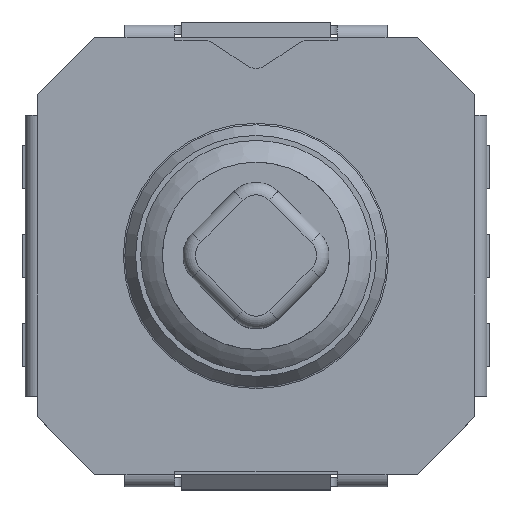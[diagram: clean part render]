
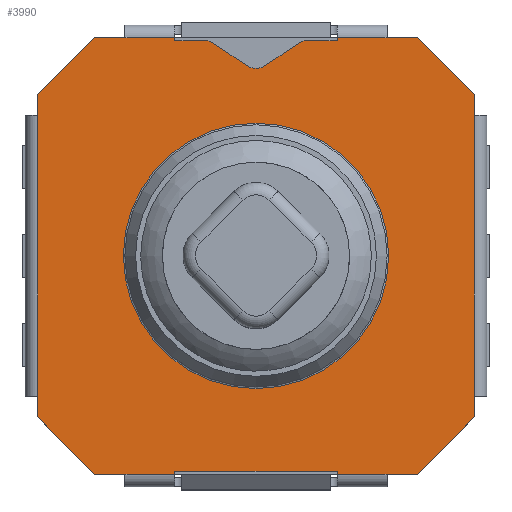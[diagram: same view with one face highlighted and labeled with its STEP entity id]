
A CAD part, top view. The second image highlights one B-rep face of the part: STEP entity #3990.
In plain terms, the highlighted planar face has unit normal (0, 0, 1).
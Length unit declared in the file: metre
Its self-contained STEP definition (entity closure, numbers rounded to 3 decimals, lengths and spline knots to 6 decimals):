
#143=CIRCLE('',#5364,0.00015);
#145=CIRCLE('',#5368,0.00015);
#147=CIRCLE('',#5372,0.00015);
#149=CIRCLE('',#5376,0.00015);
#151=CIRCLE('',#5384,0.002126);
#1236=ORIENTED_EDGE('',*,*,#1854,.T.);
#1237=ORIENTED_EDGE('',*,*,#1826,.T.);
#1238=ORIENTED_EDGE('',*,*,#1830,.T.);
#1239=ORIENTED_EDGE('',*,*,#1833,.T.);
#1240=ORIENTED_EDGE('',*,*,#1836,.F.);
#1241=ORIENTED_EDGE('',*,*,#1839,.T.);
#1242=ORIENTED_EDGE('',*,*,#1842,.T.);
#1243=ORIENTED_EDGE('',*,*,#1845,.T.);
#1244=ORIENTED_EDGE('',*,*,#1848,.T.);
#1245=ORIENTED_EDGE('',*,*,#1850,.T.);
#1246=ORIENTED_EDGE('',*,*,#1823,.F.);
#1247=ORIENTED_EDGE('',*,*,#1818,.F.);
#1248=ORIENTED_EDGE('',*,*,#1510,.T.);
#1249=ORIENTED_EDGE('',*,*,#1810,.F.);
#1250=ORIENTED_EDGE('',*,*,#1507,.F.);
#1251=ORIENTED_EDGE('',*,*,#1809,.F.);
#1252=ORIENTED_EDGE('',*,*,#1514,.T.);
#1253=ORIENTED_EDGE('',*,*,#1801,.F.);
#1254=ORIENTED_EDGE('',*,*,#1798,.F.);
#1255=ORIENTED_EDGE('',*,*,#1795,.T.);
#1256=ORIENTED_EDGE('',*,*,#1777,.T.);
#1257=ORIENTED_EDGE('',*,*,#1782,.T.);
#1258=ORIENTED_EDGE('',*,*,#1774,.F.);
#1259=ORIENTED_EDGE('',*,*,#1805,.F.);
#1260=ORIENTED_EDGE('',*,*,#1714,.T.);
#1261=ORIENTED_EDGE('',*,*,#1709,.F.);
#1262=ORIENTED_EDGE('',*,*,#1706,.F.);
#1263=ORIENTED_EDGE('',*,*,#1713,.F.);
#1264=ORIENTED_EDGE('',*,*,#1687,.T.);
#1265=ORIENTED_EDGE('',*,*,#1821,.F.);
#1266=ORIENTED_EDGE('',*,*,#1424,.F.);
#1267=ORIENTED_EDGE('',*,*,#1421,.T.);
#1268=ORIENTED_EDGE('',*,*,#1853,.T.);
#1421=EDGE_CURVE('',#1943,#1941,#2299,.T.);
#1424=EDGE_CURVE('',#1943,#1944,#2301,.T.);
#1507=EDGE_CURVE('',#1997,#1998,#2364,.T.);
#1510=EDGE_CURVE('',#1999,#2000,#2366,.T.);
#1514=EDGE_CURVE('',#2003,#2004,#2370,.T.);
#1687=EDGE_CURVE('',#2126,#2125,#2509,.T.);
#1706=EDGE_CURVE('',#2137,#2138,#2521,.T.);
#1709=EDGE_CURVE('',#2138,#2139,#2523,.T.);
#1713=EDGE_CURVE('',#2126,#2137,#2527,.T.);
#1714=EDGE_CURVE('',#2141,#2139,#2528,.T.);
#1774=EDGE_CURVE('',#2183,#2186,#2571,.T.);
#1777=EDGE_CURVE('',#2189,#2187,#2573,.T.);
#1782=EDGE_CURVE('',#2187,#2186,#2578,.T.);
#1795=EDGE_CURVE('',#2197,#2189,#2587,.T.);
#1798=EDGE_CURVE('',#2197,#2198,#2589,.T.);
#1801=EDGE_CURVE('',#2198,#2004,#2591,.T.);
#1805=EDGE_CURVE('',#2141,#2183,#2595,.T.);
#1809=EDGE_CURVE('',#2003,#1997,#2599,.T.);
#1810=EDGE_CURVE('',#1998,#2000,#2600,.T.);
#1818=EDGE_CURVE('',#1999,#2203,#2608,.T.);
#1821=EDGE_CURVE('',#1944,#2125,#2611,.T.);
#1823=EDGE_CURVE('',#2203,#2204,#2612,.T.);
#1826=EDGE_CURVE('',#2207,#2206,#143,.T.);
#1830=EDGE_CURVE('',#2206,#2209,#2616,.T.);
#1833=EDGE_CURVE('',#2209,#2212,#145,.T.);
#1836=EDGE_CURVE('',#2213,#2212,#2620,.T.);
#1839=EDGE_CURVE('',#2213,#2216,#147,.T.);
#1842=EDGE_CURVE('',#2216,#2217,#2624,.T.);
#1845=EDGE_CURVE('',#2217,#2220,#149,.T.);
#1848=EDGE_CURVE('',#2220,#2221,#2628,.T.);
#1850=EDGE_CURVE('',#2221,#2204,#2630,.T.);
#1853=EDGE_CURVE('',#1941,#2207,#2633,.T.);
#1854=EDGE_CURVE('',#2223,#2223,#151,.T.);
#1941=VERTEX_POINT('',#6703);
#1943=VERTEX_POINT('',#6706);
#1944=VERTEX_POINT('',#6711);
#1997=VERTEX_POINT('',#6877);
#1998=VERTEX_POINT('',#6881);
#1999=VERTEX_POINT('',#6887);
#2000=VERTEX_POINT('',#6888);
#2003=VERTEX_POINT('',#6896);
#2004=VERTEX_POINT('',#6897);
#2125=VERTEX_POINT('',#7253);
#2126=VERTEX_POINT('',#7255);
#2137=VERTEX_POINT('',#7290);
#2138=VERTEX_POINT('',#7294);
#2139=VERTEX_POINT('',#7300);
#2141=VERTEX_POINT('',#7308);
#2183=VERTEX_POINT('',#7422);
#2186=VERTEX_POINT('',#7431);
#2187=VERTEX_POINT('',#7435);
#2189=VERTEX_POINT('',#7438);
#2197=VERTEX_POINT('',#7470);
#2198=VERTEX_POINT('',#7475);
#2203=VERTEX_POINT('',#7510);
#2204=VERTEX_POINT('',#7518);
#2206=VERTEX_POINT('',#7523);
#2207=VERTEX_POINT('',#7525);
#2209=VERTEX_POINT('',#7531);
#2212=VERTEX_POINT('',#7538);
#2213=VERTEX_POINT('',#7543);
#2216=VERTEX_POINT('',#7550);
#2217=VERTEX_POINT('',#7555);
#2220=VERTEX_POINT('',#7562);
#2221=VERTEX_POINT('',#7567);
#2223=VERTEX_POINT('',#7581);
#2299=LINE('',#6705,#2703);
#2301=LINE('',#6710,#2705);
#2364=LINE('',#6880,#2768);
#2366=LINE('',#6886,#2770);
#2370=LINE('',#6895,#2774);
#2509=LINE('',#7254,#2913);
#2521=LINE('',#7293,#2925);
#2523=LINE('',#7299,#2927);
#2527=LINE('',#7305,#2931);
#2528=LINE('',#7307,#2932);
#2571=LINE('',#7430,#2975);
#2573=LINE('',#7437,#2977);
#2578=LINE('',#7445,#2982);
#2587=LINE('',#7469,#2991);
#2589=LINE('',#7474,#2993);
#2591=LINE('',#7480,#2995);
#2595=LINE('',#7485,#2999);
#2599=LINE('',#7492,#3003);
#2600=LINE('',#7493,#3004);
#2608=LINE('',#7509,#3012);
#2611=LINE('',#7513,#3015);
#2612=LINE('',#7517,#3016);
#2616=LINE('',#7533,#3020);
#2620=LINE('',#7545,#3024);
#2624=LINE('',#7557,#3028);
#2628=LINE('',#7569,#3032);
#2630=LINE('',#7572,#3034);
#2633=LINE('',#7578,#3037);
#2703=VECTOR('',#5596,1.);
#2705=VECTOR('',#5602,1.);
#2768=VECTOR('',#5771,1.);
#2770=VECTOR('',#5779,1.);
#2774=VECTOR('',#5785,1.);
#2913=VECTOR('',#6118,1.);
#2925=VECTOR('',#6160,1.);
#2927=VECTOR('',#6168,1.);
#2931=VECTOR('',#6172,1.);
#2932=VECTOR('',#6175,1.);
#2975=VECTOR('',#6288,1.);
#2977=VECTOR('',#6294,1.);
#2982=VECTOR('',#6301,1.);
#2991=VECTOR('',#6328,1.);
#2993=VECTOR('',#6334,1.);
#2995=VECTOR('',#6342,1.);
#2999=VECTOR('',#6346,1.);
#3003=VECTOR('',#6354,1.);
#3004=VECTOR('',#6355,1.);
#3012=VECTOR('',#6375,1.);
#3015=VECTOR('',#6378,1.);
#3016=VECTOR('',#6385,1.);
#3020=VECTOR('',#6399,1.);
#3024=VECTOR('',#6411,1.);
#3028=VECTOR('',#6423,1.);
#3032=VECTOR('',#6435,1.);
#3034=VECTOR('',#6439,1.);
#3037=VECTOR('',#6448,1.);
#3247=EDGE_LOOP('',(#1236));
#3248=EDGE_LOOP('',(#1237,#1238,#1239,#1240,#1241,#1242,#1243,#1244,#1245,
#1246,#1247,#1248,#1249,#1250,#1251,#1252,#1253,#1254,#1255,#1256,#1257,
#1258,#1259,#1260,#1261,#1262,#1263,#1264,#1265,#1266,#1267,#1268));
#3473=FACE_BOUND('',#3247,.T.);
#3474=FACE_BOUND('',#3248,.T.);
#3621=PLANE('',#5383);
#3990=ADVANCED_FACE('',(#3473,#3474),#3621,.F.);
#5364=AXIS2_PLACEMENT_3D('',#7524,#6391,#6392);
#5368=AXIS2_PLACEMENT_3D('',#7539,#6404,#6405);
#5372=AXIS2_PLACEMENT_3D('',#7551,#6416,#6417);
#5376=AXIS2_PLACEMENT_3D('',#7563,#6428,#6429);
#5383=AXIS2_PLACEMENT_3D('',#7579,#6449,#6450);
#5384=AXIS2_PLACEMENT_3D('',#7580,#6451,#6452);
#5596=DIRECTION('',(0.,-1.,0.));
#5602=DIRECTION('',(1.,0.,0.));
#5771=DIRECTION('',(0.,1.,0.));
#5779=DIRECTION('',(-0.707,-0.707,0.));
#5785=DIRECTION('',(0.707,-0.707,0.));
#6118=DIRECTION('',(-0.707,0.707,0.));
#6160=DIRECTION('',(0.,-1.,0.));
#6168=DIRECTION('',(0.,-1.,0.));
#6172=DIRECTION('',(0.,-1.,0.));
#6175=DIRECTION('',(0.707,0.707,0.));
#6288=DIRECTION('',(-1.,0.,0.));
#6294=DIRECTION('',(1.,0.,0.));
#6301=DIRECTION('',(0.,-1.,0.));
#6328=DIRECTION('',(0.,1.,0.));
#6334=DIRECTION('',(-1.,0.,0.));
#6342=DIRECTION('',(-1.,0.,0.));
#6346=DIRECTION('',(-1.,0.,0.));
#6354=DIRECTION('',(0.,1.,0.));
#6355=DIRECTION('',(0.,1.,0.));
#6375=DIRECTION('',(1.,0.,0.));
#6378=DIRECTION('',(1.,0.,0.));
#6385=DIRECTION('',(1.,0.,0.));
#6391=DIRECTION('',(0.,0.,1.));
#6392=DIRECTION('',(0.,1.,0.));
#6399=DIRECTION('',(-0.834,-0.552,0.));
#6404=DIRECTION('',(0.,0.,-1.));
#6405=DIRECTION('',(0.552,-0.834,0.));
#6411=DIRECTION('',(1.,0.,0.));
#6416=DIRECTION('',(0.,0.,-1.));
#6417=DIRECTION('',(0.,-1.,0.));
#6423=DIRECTION('',(-0.834,0.552,0.));
#6428=DIRECTION('',(0.,0.,1.));
#6429=DIRECTION('',(0.552,0.834,0.));
#6435=DIRECTION('',(-1.,0.,0.));
#6439=DIRECTION('',(0.,1.,0.));
#6448=DIRECTION('',(-1.,0.,0.));
#6449=DIRECTION('',(0.,0.,-1.));
#6450=DIRECTION('',(-1.,0.,0.));
#6451=DIRECTION('',(0.,0.,-1.));
#6452=DIRECTION('',(-1.,0.,0.));
#6703=CARTESIAN_POINT('',(0.0013,0.00345,-0.0041));
#6705=CARTESIAN_POINT('',(0.0013,0.,-0.0041));
#6706=CARTESIAN_POINT('',(0.0013,0.0035,-0.0041));
#6710=CARTESIAN_POINT('',(0.0013,0.0035,-0.0041));
#6711=CARTESIAN_POINT('',(0.0021,0.0035,-0.0041));
#6877=CARTESIAN_POINT('',(-0.0035,-0.00225,-0.0041));
#6880=CARTESIAN_POINT('',(-0.0035,-0.00225,-0.0041));
#6881=CARTESIAN_POINT('',(-0.0035,0.00225,-0.0041));
#6886=CARTESIAN_POINT('',(-0.002581,0.0035,-0.0041));
#6887=CARTESIAN_POINT('',(-0.002581,0.0035,-0.0041));
#6888=CARTESIAN_POINT('',(-0.0035,0.002581,-0.0041));
#6895=CARTESIAN_POINT('',(-0.0035,-0.002581,-0.0041));
#6896=CARTESIAN_POINT('',(-0.0035,-0.002581,-0.0041));
#6897=CARTESIAN_POINT('',(-0.002581,-0.0035,-0.0041));
#7253=CARTESIAN_POINT('',(0.002581,0.0035,-0.0041));
#7254=CARTESIAN_POINT('',(0.0035,0.002581,-0.0041));
#7255=CARTESIAN_POINT('',(0.0035,0.002581,-0.0041));
#7290=CARTESIAN_POINT('',(0.0035,0.00225,-0.0041));
#7293=CARTESIAN_POINT('',(0.0035,0.00225,-0.0041));
#7294=CARTESIAN_POINT('',(0.0035,-0.00225,-0.0041));
#7299=CARTESIAN_POINT('',(0.0035,-0.00225,-0.0041));
#7300=CARTESIAN_POINT('',(0.0035,-0.002581,-0.0041));
#7305=CARTESIAN_POINT('',(0.0035,0.002581,-0.0041));
#7307=CARTESIAN_POINT('',(0.002581,-0.0035,-0.0041));
#7308=CARTESIAN_POINT('',(0.002581,-0.0035,-0.0041));
#7422=CARTESIAN_POINT('',(0.0021,-0.0035,-0.0041));
#7430=CARTESIAN_POINT('',(0.0021,-0.0035,-0.0041));
#7431=CARTESIAN_POINT('',(0.0013,-0.0035,-0.0041));
#7435=CARTESIAN_POINT('',(0.0013,-0.00345,-0.0041));
#7437=CARTESIAN_POINT('',(-0.0013,-0.00345,-0.0041));
#7438=CARTESIAN_POINT('',(-0.0013,-0.00345,-0.0041));
#7445=CARTESIAN_POINT('',(0.0013,-0.00345,-0.0041));
#7469=CARTESIAN_POINT('',(-0.0013,0.,-0.0041));
#7470=CARTESIAN_POINT('',(-0.0013,-0.0035,-0.0041));
#7474=CARTESIAN_POINT('',(-0.0013,-0.0035,-0.0041));
#7475=CARTESIAN_POINT('',(-0.0021,-0.0035,-0.0041));
#7480=CARTESIAN_POINT('',(-0.0021,-0.0035,-0.0041));
#7485=CARTESIAN_POINT('',(0.002581,-0.0035,-0.0041));
#7492=CARTESIAN_POINT('',(-0.0035,-0.002581,-0.0041));
#7493=CARTESIAN_POINT('',(-0.0035,0.00225,-0.0041));
#7509=CARTESIAN_POINT('',(-0.002581,0.0035,-0.0041));
#7510=CARTESIAN_POINT('',(-0.0021,0.0035,-0.0041));
#7513=CARTESIAN_POINT('',(0.0021,0.0035,-0.0041));
#7517=CARTESIAN_POINT('',(-0.0021,0.0035,-0.0041));
#7518=CARTESIAN_POINT('',(-0.0013,0.0035,-0.0041));
#7523=CARTESIAN_POINT('',(0.000712,0.003425,-0.0041));
#7524=CARTESIAN_POINT('',(0.000795,0.0033,-0.0041));
#7525=CARTESIAN_POINT('',(0.000795,0.00345,-0.0041));
#7531=CARTESIAN_POINT('',(0.000123,0.003035,-0.0041));
#7533=CARTESIAN_POINT('',(0.000712,0.003425,-0.0041));
#7538=CARTESIAN_POINT('',(0.00004,0.00301,-0.0041));
#7539=CARTESIAN_POINT('',(0.00004,0.00316,-0.0041));
#7543=CARTESIAN_POINT('',(-0.00004,0.00301,-0.0041));
#7545=CARTESIAN_POINT('',(-0.00004,0.00301,-0.0041));
#7550=CARTESIAN_POINT('',(-0.000123,0.003035,-0.0041));
#7551=CARTESIAN_POINT('',(-0.00004,0.00316,-0.0041));
#7555=CARTESIAN_POINT('',(-0.000712,0.003425,-0.0041));
#7557=CARTESIAN_POINT('',(-0.000123,0.003035,-0.0041));
#7562=CARTESIAN_POINT('',(-0.000795,0.00345,-0.0041));
#7563=CARTESIAN_POINT('',(-0.000795,0.0033,-0.0041));
#7567=CARTESIAN_POINT('',(-0.0013,0.00345,-0.0041));
#7569=CARTESIAN_POINT('',(-0.000795,0.00345,-0.0041));
#7572=CARTESIAN_POINT('',(-0.0013,0.00345,-0.0041));
#7578=CARTESIAN_POINT('',(0.0013,0.00345,-0.0041));
#7579=CARTESIAN_POINT('',(0.,0.,-0.0041));
#7580=CARTESIAN_POINT('',(0.,0.,-0.0041));
#7581=CARTESIAN_POINT('',(-0.002126,0.,-0.0041));
